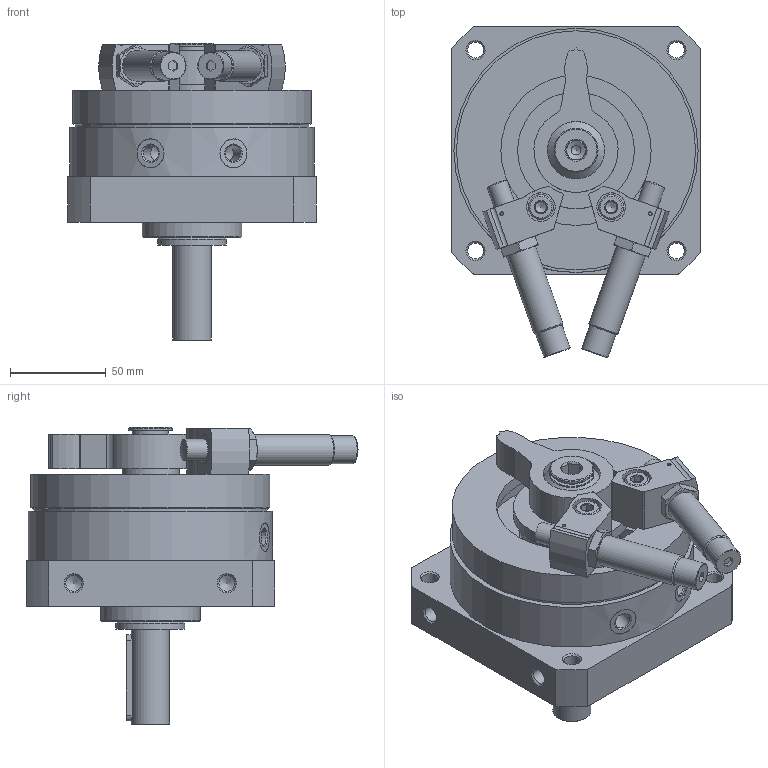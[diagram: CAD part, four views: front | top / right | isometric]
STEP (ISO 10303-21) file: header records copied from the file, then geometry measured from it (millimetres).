
FILE_DESCRIPTION(/* description */ ('STEP AP214'),/* implementation_level */ '2;1');
FILE_NAME(/* name */ '547588_DSM-40-270-CC-A-B',/* time_stamp */ '2024-08-21T18:43:35+02:00',/* author */ ('License CC BY-ND 4.0'),/* organization */ ('CADENAS'),/* preprocessor_version */ 'ST-DEVELOPER v19.3',/* originating_system */ 'PARTsolutions',/* authorisation */ ' ');
FILE_SCHEMA (('AUTOMOTIVE_DESIGN {1 0 10303 214 3 1 1}'));
Length unit declared in the file: millimetre
Products named in the file (9): 547588 DSM-40-270-CC-A-B--(0); 547588 DSM-40-270-CC-A-B_G---(B); 704067 DSM-40-BR---(HZ); 548014 DYSC-12-12-Y1F---(SD_0); 342623 DSM-40_NS; DIN-912 - M8x30(F); 348988 SPZ-25-P-A M16X1-5-19; 704066 DSM-40-BL---(HZ); 547588 DSM-40-270-CC-A-B_K---(B)
Assembly tree (12 placements, depth 2):
  547588 DSM-40-270-CC-A-B--(0)
    547588 DSM-40-270-CC-A-B_G---(B)
    704067 DSM-40-BR---(HZ)
    548014 DYSC-12-12-Y1F---(SD_0)  x2
    342623 DSM-40_NS  x2
    DIN-912 - M8x30(F)  x2
    348988 SPZ-25-P-A M16X1-5-19  x2
    704066 DSM-40-BL---(HZ)
    547588 DSM-40-270-CC-A-B_K---(B)
Bounding box: 130 x 173.5 x 155.5 mm (x, y, z)
Volume: 987872 mm3; surface area: 158855 mm2
Topology: 12 solids, 12 shells, 346 faces, 779 edges, 486 vertices
Faces by surface type: plane 146, cylinder 111, cone 86, sphere 2, torus 1
Full cylindrical faces by diameter (mm): 1.567 x2, 4.917 x2, 6 x2, 6.4 x1, 6.647 x2, 8 x2, 8.376 x10, 8.566 x2, 9 x2, 11 x4, 13 x2, 14.5 x2, 14.917 x4, 15 x4, 16 x2, 19 x1, 20 x1, 23 x2, 30 x3, 36 x1, 52 x1, 53 x1, 61 x1, 78.5 x1, 90 x1, 102 x1, 122 x1, 125 x1, 127.65 x1
Entity records: 7284 total; most frequent: CARTESIAN_POINT 1315, DIRECTION 1271, ORIENTED_EDGE 958, AXIS2_PLACEMENT_3D 539, EDGE_CURVE 479, FACE_BOUND 444, EDGE_LOOP 433, VERTEX_POINT 373
